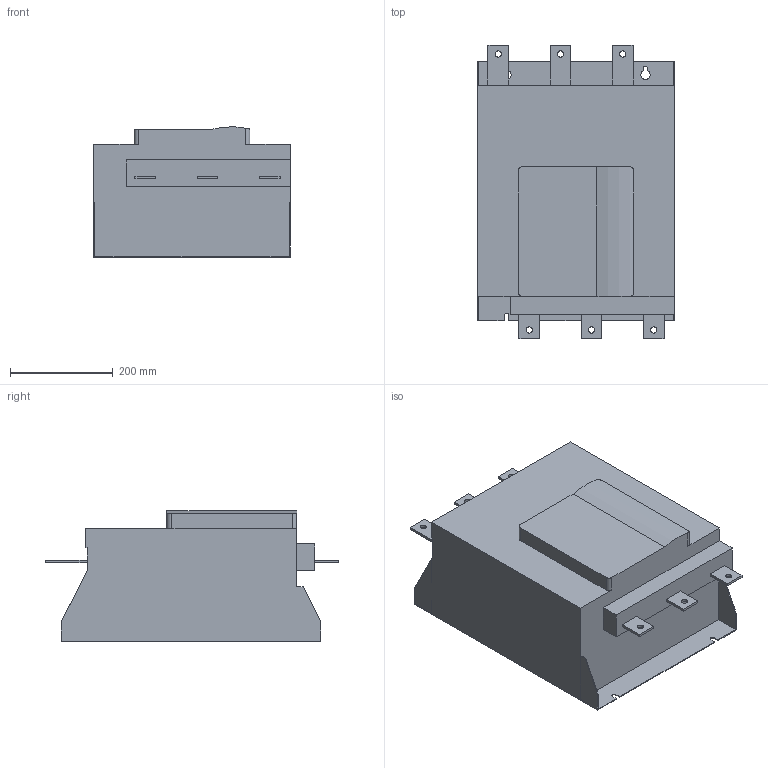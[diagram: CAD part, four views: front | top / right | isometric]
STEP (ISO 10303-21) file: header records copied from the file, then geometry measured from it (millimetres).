
FILE_DESCRIPTION (( 'STEP AP214' ), '1' );
FILE_NAME ('SSW900E0670T5E3B.STEP', '2024-09-11T13:16:41', ( '' ), ( '' ), 'SwSTEP 2.0', 'SolidWorks 2021', '' );
FILE_SCHEMA (( 'AUTOMOTIVE_DESIGN' ));
Length unit declared in the file: inch
Products named in the file (1): SSW900E0670T5E3B
Bounding box: 382.25 x 570.4 x 253.31 mm (x, y, z)
Volume: 36759040.7 mm3; surface area: 851825.7 mm2
Topology: 1 solids, 1 shells, 97 faces, 267 edges, 178 vertices
Faces by surface type: plane 70, cylinder 27
Entity records: 3185 total; most frequent: CARTESIAN_POINT 587, ORIENTED_EDGE 534, DIRECTION 513, EDGE_CURVE 267, VECTOR 213, LINE 213, VERTEX_POINT 178, AXIS2_PLACEMENT_3D 150
